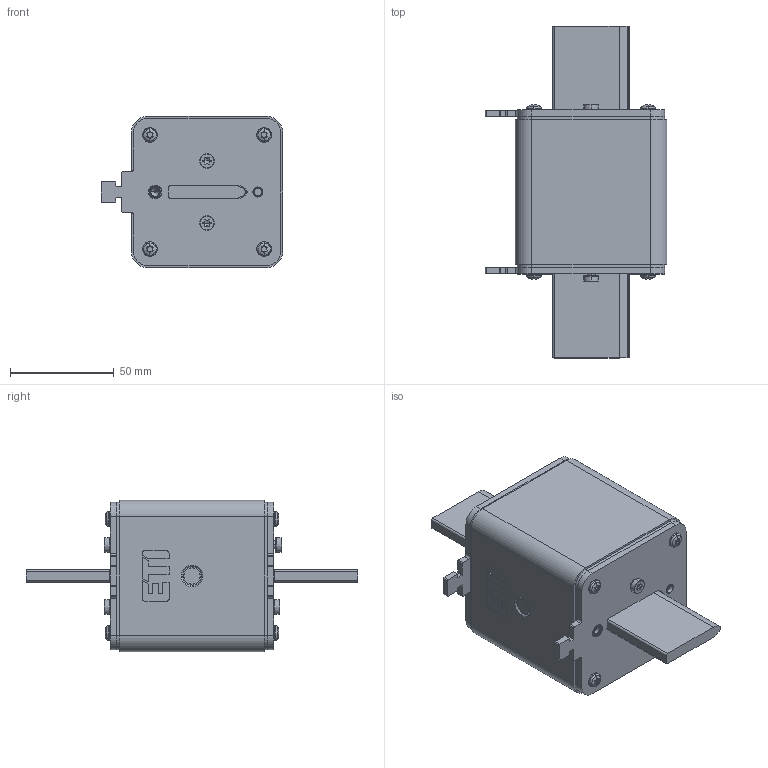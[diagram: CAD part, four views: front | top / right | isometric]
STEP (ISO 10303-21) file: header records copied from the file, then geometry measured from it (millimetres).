
FILE_DESCRIPTION((''),'2;1');
FILE_NAME('004115422_NH3_MI_ASM','2025-03-11T13:57:17',('klemen.sitar'),('Audax d.o.o.'),'CREO PARAMETRIC BY PTC INC, 2021304','CREO PARAMETRIC BY PTC INC, 2021304','');
FILE_SCHEMA(('AP242_MANAGED_MODEL_BASED_3D_ENGINEERING_MIM_LF { 1 0 10303 442 1 1 4 }'));
Length unit declared in the file: millimetre
Products named in the file (13): 0000029779_4; 0000045934_1; 0000046026_1; 0000019000_AF0_1; 0000019002_AF0_8; 0000019004_ASM_1_ASM; 0000011580_1; 0000011599_1; 0000033077_ASM_2; 0000004154_1; 0000004187_1; 0000037877_1; 004115422_NH3_MI_ASM
Assembly tree (27 placements, depth 3):
  004115422_NH3_MI_ASM
    0000029779_4
    0000045934_1  x2
    0000046026_1  x2
    0000019004_ASM_1_ASM  x2
      0000019000_AF0_1
      0000019002_AF0_8
    0000011580_1  x2
    0000011599_1  x2
    0000033077_ASM_2
    0000004154_1  x8
    0000004187_1  x4
    0000037877_1
Bounding box: 87.5 x 160 x 73 mm (x, y, z)
Volume: 268720.7 mm3; surface area: 104957.7 mm2
Topology: 26 solids, 50 shells, 1391 faces, 3611 edges, 2268 vertices
Faces by surface type: cylinder 626, plane 541, torus 96, cone 80, bspline 32, sphere 16
Entity records: 20822 total; most frequent: CARTESIAN_POINT 3592, DIRECTION 2751, ORIENTED_EDGE 2448, PRESENTATION_STYLE_ASSIGNMENT 1274, STYLED_ITEM 1271, CURVE_STYLE 1249, EDGE_CURVE 1249, AXIS2_PLACEMENT_3D 1084
